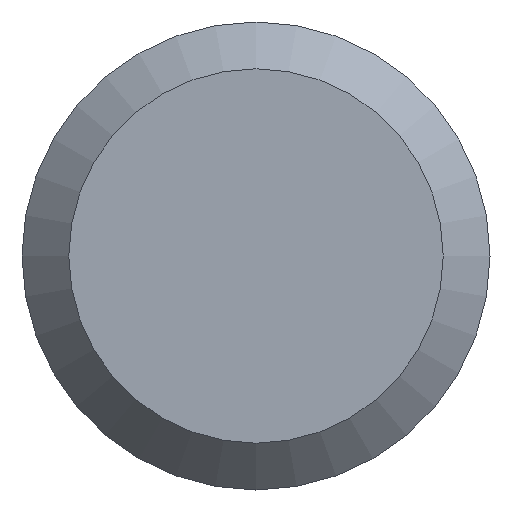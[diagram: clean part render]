
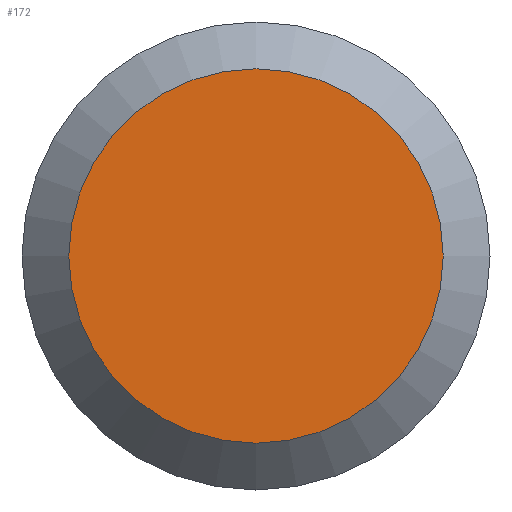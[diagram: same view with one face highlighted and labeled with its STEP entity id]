
A CAD part, left-side view. The second image highlights one B-rep face of the part: STEP entity #172.
In plain terms, the highlighted planar face has unit normal (-1, 0, 0).
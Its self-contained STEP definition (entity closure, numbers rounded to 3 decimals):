
#19 = DIRECTION ( 'NONE',  ( -1., 0., 0. ) ) ;
#38 = PLANE ( 'NONE',  #144 ) ;
#44 = FACE_OUTER_BOUND ( 'NONE', #164, .T. ) ;
#56 = DIRECTION ( 'NONE',  ( 1., 0., 0. ) ) ;
#73 = CIRCLE ( 'NONE', #132, 2.6 ) ;
#86 = CARTESIAN_POINT ( 'NONE',  ( 0., 3.25, 0. ) ) ;
#93 = DIRECTION ( 'NONE',  ( 0., 0., -1. ) ) ;
#131 = CARTESIAN_POINT ( 'NONE',  ( 0., 0., -2.6 ) ) ;
#132 = AXIS2_PLACEMENT_3D ( 'NONE', #211, #19, #140 ) ;
#139 = ORIENTED_EDGE ( 'NONE', *, *, #179, .T. ) ;
#140 = DIRECTION ( 'NONE',  ( 0., 0., -1. ) ) ;
#144 = AXIS2_PLACEMENT_3D ( 'NONE', #86, #56, #93 ) ;
#147 = VERTEX_POINT ( 'NONE', #131 ) ;
#164 = EDGE_LOOP ( 'NONE', ( #139 ) ) ;
#172 = ADVANCED_FACE ( 'NONE', ( #44 ), #38, .F. ) ;
#179 = EDGE_CURVE ( 'NONE', #147, #147, #73, .T. ) ;
#211 = CARTESIAN_POINT ( 'NONE',  ( 0., 0., 0. ) ) ;
